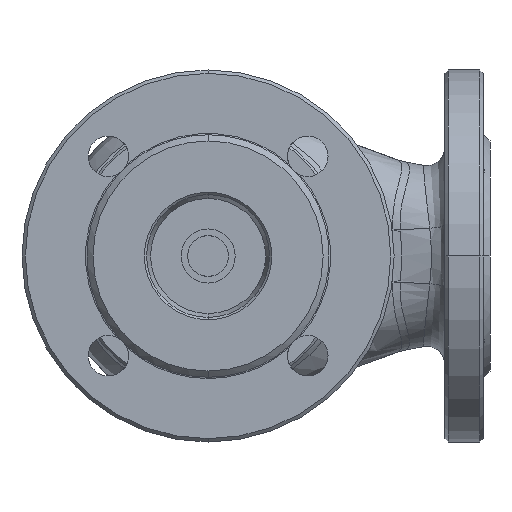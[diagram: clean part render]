
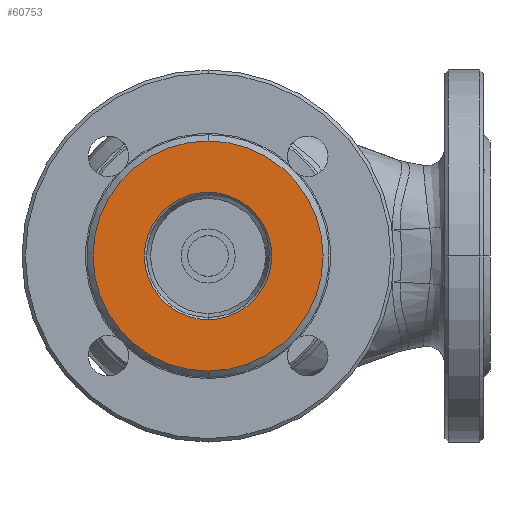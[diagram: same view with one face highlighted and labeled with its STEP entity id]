
A CAD part, front view. The second image highlights one B-rep face of the part: STEP entity #60753.
In plain terms, the highlighted planar face has unit normal (0, -1, 0).
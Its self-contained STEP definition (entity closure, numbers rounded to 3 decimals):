
#1554 = ORIENTED_EDGE ( 'NONE', *, *, #39567, .T. ) ;
#3779 = CARTESIAN_POINT ( 'NONE',  ( 0., -89.5, 0. ) ) ;
#5436 = FACE_BOUND ( 'NONE', #25509, .T. ) ;
#7022 = AXIS2_PLACEMENT_3D ( 'NONE', #3779, #56315, #11293 ) ;
#11293 = DIRECTION ( 'NONE',  ( 0., 0., -1. ) ) ;
#11864 = ORIENTED_EDGE ( 'NONE', *, *, #40245, .T. ) ;
#15845 = EDGE_CURVE ( 'NONE', #25156, #47125, #75643, .T. ) ;
#21745 = CARTESIAN_POINT ( 'NONE',  ( 0., -89.5, 0. ) ) ;
#22144 = DIRECTION ( 'NONE',  ( 0., 1., 0. ) ) ;
#25156 = VERTEX_POINT ( 'NONE', #56027 ) ;
#25509 = EDGE_LOOP ( 'NONE', ( #1554, #11864 ) ) ;
#25663 = DIRECTION ( 'NONE',  ( 0., 1., 0. ) ) ;
#29294 = DIRECTION ( 'NONE',  ( 0., 0., -1. ) ) ;
#33732 = VERTEX_POINT ( 'NONE', #38714 ) ;
#34871 = CARTESIAN_POINT ( 'NONE',  ( 0., -89.5, 51. ) ) ;
#35890 = CARTESIAN_POINT ( 'NONE',  ( 0., -89.5, -28.25 ) ) ;
#38714 = CARTESIAN_POINT ( 'NONE',  ( 0., -89.5, 28.25 ) ) ;
#39567 = EDGE_CURVE ( 'NONE', #33732, #94345, #56660, .T. ) ;
#40245 = EDGE_CURVE ( 'NONE', #94345, #33732, #53106, .T. ) ;
#44593 = CARTESIAN_POINT ( 'NONE',  ( 0., -89.5, 0. ) ) ;
#47125 = VERTEX_POINT ( 'NONE', #34871 ) ;
#48016 = CARTESIAN_POINT ( 'NONE',  ( 0., -89.5, 0. ) ) ;
#50539 = ORIENTED_EDGE ( 'NONE', *, *, #52447, .F. ) ;
#51811 = AXIS2_PLACEMENT_3D ( 'NONE', #48016, #25663, #78204 ) ;
#52136 = DIRECTION ( 'NONE',  ( 0., 0., -1. ) ) ;
#52447 = EDGE_CURVE ( 'NONE', #47125, #25156, #88433, .T. ) ;
#53106 = CIRCLE ( 'NONE', #7022, 28.25 ) ;
#56027 = CARTESIAN_POINT ( 'NONE',  ( 0., -89.5, -51. ) ) ;
#56315 = DIRECTION ( 'NONE',  ( 0., 1., 0. ) ) ;
#56660 = CIRCLE ( 'NONE', #86216, 28.25 ) ;
#60753 = ADVANCED_FACE ( 'NONE', ( #5436, #62945 ), #70641, .F. ) ;
#62945 = FACE_OUTER_BOUND ( 'NONE', #84422, .T. ) ;
#67112 = CARTESIAN_POINT ( 'NONE',  ( 0., -89.5, 0. ) ) ;
#70641 = PLANE ( 'NONE',  #51811 ) ;
#74274 = DIRECTION ( 'NONE',  ( 0., 1., 0. ) ) ;
#74664 = DIRECTION ( 'NONE',  ( 0., 0., -1. ) ) ;
#75643 = CIRCLE ( 'NONE', #85168, 51. ) ;
#78204 = DIRECTION ( 'NONE',  ( 0., 0., -1. ) ) ;
#81919 = ORIENTED_EDGE ( 'NONE', *, *, #15845, .F. ) ;
#84422 = EDGE_LOOP ( 'NONE', ( #81919, #50539 ) ) ;
#85168 = AXIS2_PLACEMENT_3D ( 'NONE', #67112, #22144, #74664 ) ;
#86216 = AXIS2_PLACEMENT_3D ( 'NONE', #21745, #74274, #29294 ) ;
#88433 = CIRCLE ( 'NONE', #93194, 51. ) ;
#93194 = AXIS2_PLACEMENT_3D ( 'NONE', #44593, #97174, #52136 ) ;
#94345 = VERTEX_POINT ( 'NONE', #35890 ) ;
#97174 = DIRECTION ( 'NONE',  ( 0., 1., 0. ) ) ;
